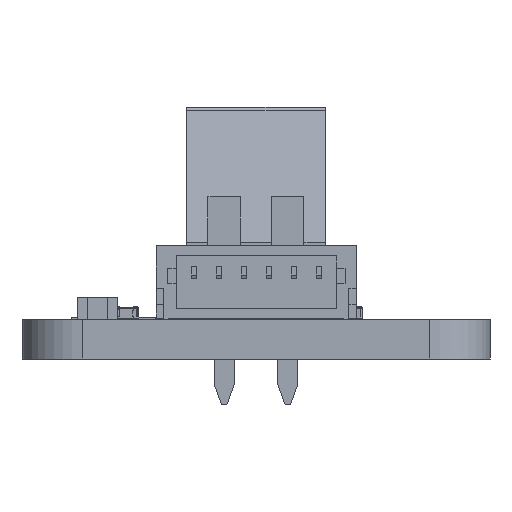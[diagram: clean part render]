
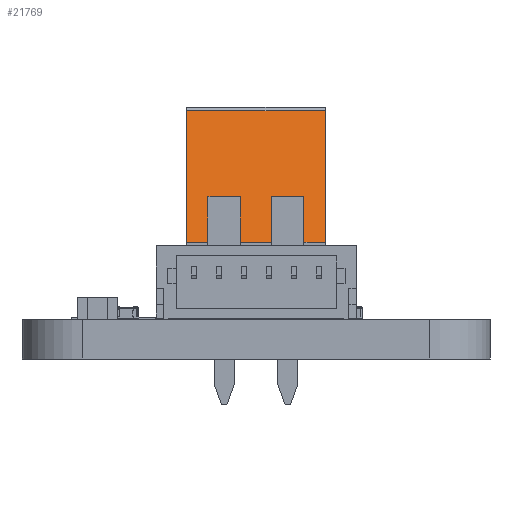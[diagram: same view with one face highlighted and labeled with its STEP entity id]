
A CAD part, left-side view. The second image highlights one B-rep face of the part: STEP entity #21769.
In plain terms, the highlighted face is planar.
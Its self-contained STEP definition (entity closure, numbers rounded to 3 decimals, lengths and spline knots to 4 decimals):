
#1790=PLANE('',#23421);
#2649=FACE_OUTER_BOUND('',#3972,.T.);
#3972=EDGE_LOOP('',(#16651,#16652,#16653,#16654,#16655,#16656,#16657,#16658,
#16659,#16660,#16661,#16662));
#5417=LINE('',#33245,#7628);
#5524=LINE('',#35428,#7735);
#5553=LINE('',#35487,#7764);
#5556=LINE('',#35492,#7767);
#5558=LINE('',#35496,#7769);
#5561=LINE('',#35501,#7772);
#5567=LINE('',#35518,#7778);
#5579=LINE('',#35541,#7790);
#5580=LINE('',#35542,#7791);
#5581=LINE('',#35543,#7792);
#5582=LINE('',#35544,#7793);
#5583=LINE('',#35545,#7794);
#7628=VECTOR('',#25902,1000.);
#7735=VECTOR('',#26019,1000.);
#7764=VECTOR('',#26056,1000.);
#7767=VECTOR('',#26061,1000.);
#7769=VECTOR('',#26063,1000.);
#7772=VECTOR('',#26066,1000.);
#7778=VECTOR('',#26080,1000.);
#7790=VECTOR('',#26098,1000.);
#7791=VECTOR('',#26099,1000.);
#7792=VECTOR('',#26100,1000.);
#7793=VECTOR('',#26101,1000.);
#7794=VECTOR('',#26102,1000.);
#10350=VERTEX_POINT('',#33242);
#10351=VERTEX_POINT('',#33244);
#10576=VERTEX_POINT('',#35425);
#10577=VERTEX_POINT('',#35427);
#10602=VERTEX_POINT('',#35484);
#10603=VERTEX_POINT('',#35486);
#10604=VERTEX_POINT('',#35490);
#10605=VERTEX_POINT('',#35493);
#10606=VERTEX_POINT('',#35495);
#10607=VERTEX_POINT('',#35498);
#10608=VERTEX_POINT('',#35500);
#10615=VERTEX_POINT('',#35516);
#12596=EDGE_CURVE('',#10350,#10351,#5417,.T.);
#12824=EDGE_CURVE('',#10577,#10576,#5524,.T.);
#12853=EDGE_CURVE('',#10603,#10602,#5553,.T.);
#12856=EDGE_CURVE('',#10350,#10604,#5556,.T.);
#12858=EDGE_CURVE('',#10606,#10605,#5558,.T.);
#12861=EDGE_CURVE('',#10608,#10607,#5561,.T.);
#12870=EDGE_CURVE('',#10605,#10615,#5567,.T.);
#12882=EDGE_CURVE('',#10604,#10577,#5579,.T.);
#12883=EDGE_CURVE('',#10576,#10608,#5580,.T.);
#12884=EDGE_CURVE('',#10607,#10603,#5581,.T.);
#12885=EDGE_CURVE('',#10602,#10606,#5582,.T.);
#12886=EDGE_CURVE('',#10615,#10351,#5583,.T.);
#16651=ORIENTED_EDGE('',*,*,#12856,.T.);
#16652=ORIENTED_EDGE('',*,*,#12882,.T.);
#16653=ORIENTED_EDGE('',*,*,#12824,.T.);
#16654=ORIENTED_EDGE('',*,*,#12883,.T.);
#16655=ORIENTED_EDGE('',*,*,#12861,.T.);
#16656=ORIENTED_EDGE('',*,*,#12884,.T.);
#16657=ORIENTED_EDGE('',*,*,#12853,.T.);
#16658=ORIENTED_EDGE('',*,*,#12885,.T.);
#16659=ORIENTED_EDGE('',*,*,#12858,.T.);
#16660=ORIENTED_EDGE('',*,*,#12870,.T.);
#16661=ORIENTED_EDGE('',*,*,#12886,.T.);
#16662=ORIENTED_EDGE('',*,*,#12596,.F.);
#21769=ADVANCED_FACE('',(#2649),#1790,.F.);
#23421=AXIS2_PLACEMENT_3D('',#35540,#26096,#26097);
#25902=DIRECTION('',(0.,-0.265,0.964));
#26019=DIRECTION('',(-1.,0.,0.));
#26056=DIRECTION('',(-1.,0.,0.));
#26061=DIRECTION('',(-1.,0.,0.));
#26063=DIRECTION('',(-1.,0.,0.));
#26066=DIRECTION('',(-1.,0.,0.));
#26080=DIRECTION('',(0.,-0.265,0.964));
#26096=DIRECTION('center_axis',(0.,-0.964,
-0.265));
#26097=DIRECTION('ref_axis',(0.,0.265,-0.964));
#26098=DIRECTION('',(0.,-0.265,0.964));
#26099=DIRECTION('',(0.,0.265,-0.964));
#26100=DIRECTION('',(0.,-0.265,0.964));
#26101=DIRECTION('',(0.,0.265,-0.964));
#26102=DIRECTION('',(1.,0.,0.));
#33242=CARTESIAN_POINT('',(2.7657,3.135,3.1));
#33244=CARTESIAN_POINT('',(2.7657,1.6904,8.353));
#33245=CARTESIAN_POINT('',(2.7657,1.65,8.5));
#35425=CARTESIAN_POINT('',(0.6207,2.635,4.9182));
#35427=CARTESIAN_POINT('',(1.9207,2.635,4.9182));
#35428=CARTESIAN_POINT('',(2.7657,2.635,4.9182));
#35484=CARTESIAN_POINT('',(-1.9193,2.635,4.9182));
#35486=CARTESIAN_POINT('',(-0.6193,2.635,4.9182));
#35487=CARTESIAN_POINT('',(2.7657,2.635,4.9182));
#35490=CARTESIAN_POINT('',(1.9207,3.135,3.1));
#35492=CARTESIAN_POINT('',(2.7657,3.135,3.1));
#35493=CARTESIAN_POINT('',(-2.7643,3.135,3.1));
#35495=CARTESIAN_POINT('',(-1.9193,3.135,3.1));
#35496=CARTESIAN_POINT('',(2.7657,3.135,3.1));
#35498=CARTESIAN_POINT('',(-0.6193,3.135,3.1));
#35500=CARTESIAN_POINT('',(0.6207,3.135,3.1));
#35501=CARTESIAN_POINT('',(2.7657,3.135,3.1));
#35516=CARTESIAN_POINT('',(-2.7643,1.6904,8.353));
#35518=CARTESIAN_POINT('',(-2.7643,1.65,8.5));
#35540=CARTESIAN_POINT('Origin',(2.7657,1.65,8.5));
#35541=CARTESIAN_POINT('',(1.9207,1.65,8.5));
#35542=CARTESIAN_POINT('',(0.6207,1.65,8.5));
#35543=CARTESIAN_POINT('',(-0.6193,1.65,8.5));
#35544=CARTESIAN_POINT('',(-1.9193,1.65,8.5));
#35545=CARTESIAN_POINT('',(2.7657,1.6904,8.353));
